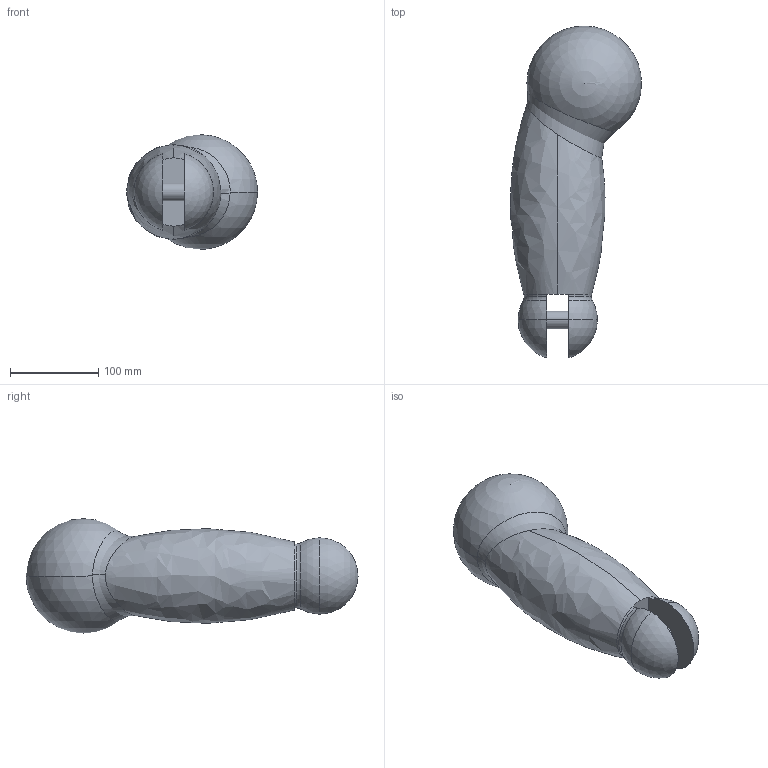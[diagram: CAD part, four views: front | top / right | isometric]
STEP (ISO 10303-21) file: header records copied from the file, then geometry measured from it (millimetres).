
FILE_DESCRIPTION (( 'STEP AP203' ), '1' );
FILE_NAME ('upperArm_Default_sldprt.STEP', '2016-03-08T11:58:40', ( '' ), ( '' ), 'SwSTEP 2.0', 'SolidWorks 2014', '' );
FILE_SCHEMA (( 'CONFIG_CONTROL_DESIGN' ));
Length unit declared in the file: millimetre
Products named in the file (1): upperArm_Default_sldprt
Bounding box: 148.62 x 376.5 x 130 mm (x, y, z)
Volume: 2839102.1 mm3; surface area: 136286.6 mm2
Topology: 1 solids, 1 shells, 19 faces, 53 edges, 34 vertices
Faces by surface type: sphere 6, bspline 4, torus 4, plane 3, cylinder 2
Entity records: 1433 total; most frequent: CARTESIAN_POINT 919, ORIENTED_EDGE 96, DIRECTION 88, EDGE_CURVE 48, AXIS2_PLACEMENT_3D 42, VERTEX_POINT 31, CIRCLE 26, EDGE_LOOP 21
